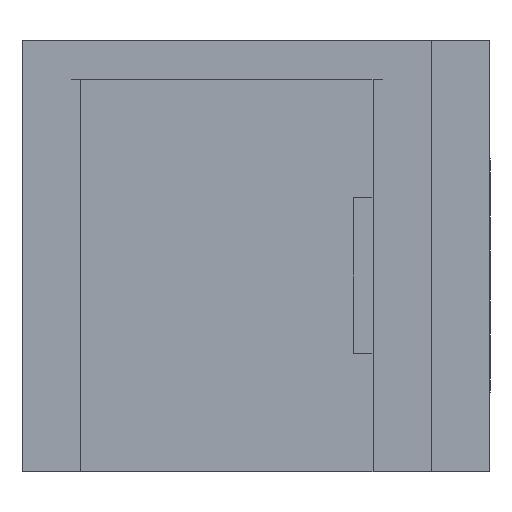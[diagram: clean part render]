
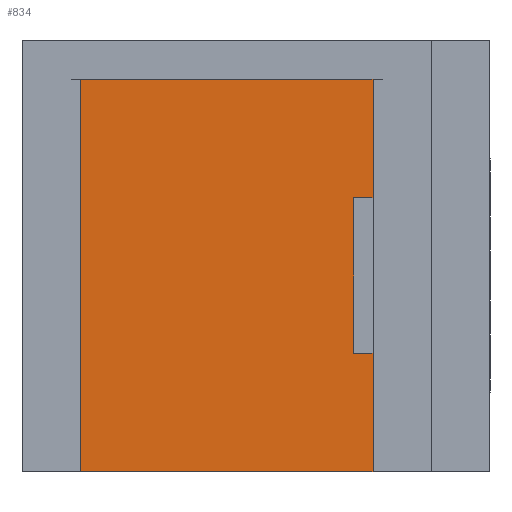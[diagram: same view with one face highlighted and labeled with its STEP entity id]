
A CAD part, left-side view. The second image highlights one B-rep face of the part: STEP entity #834.
In plain terms, the highlighted planar face has unit normal (-1, 0, 0).
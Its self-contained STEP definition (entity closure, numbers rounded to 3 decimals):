
#57=FACE_OUTER_BOUND('',#103,.T.);
#103=EDGE_LOOP('',(#604,#605,#606,#607,#608,#609,#610,#611));
#166=LINE('',#1234,#269);
#177=LINE('',#1259,#280);
#179=LINE('',#1263,#282);
#181=LINE('',#1267,#284);
#182=LINE('',#1268,#285);
#183=LINE('',#1270,#286);
#184=LINE('',#1272,#287);
#185=LINE('',#1273,#288);
#269=VECTOR('',#988,10.);
#280=VECTOR('',#1011,10.);
#282=VECTOR('',#1013,10.);
#284=VECTOR('',#1017,10.);
#285=VECTOR('',#1018,10.);
#286=VECTOR('',#1019,10.);
#287=VECTOR('',#1020,10.);
#288=VECTOR('',#1021,10.);
#370=VERTEX_POINT('',#1231);
#371=VERTEX_POINT('',#1233);
#379=VERTEX_POINT('',#1258);
#380=VERTEX_POINT('',#1260);
#381=VERTEX_POINT('',#1262);
#382=VERTEX_POINT('',#1266);
#383=VERTEX_POINT('',#1269);
#384=VERTEX_POINT('',#1271);
#454=EDGE_CURVE('',#371,#370,#166,.T.);
#467=EDGE_CURVE('',#379,#371,#177,.T.);
#469=EDGE_CURVE('',#381,#380,#179,.T.);
#471=EDGE_CURVE('',#370,#382,#181,.T.);
#472=EDGE_CURVE('',#382,#381,#182,.T.);
#473=EDGE_CURVE('',#380,#383,#183,.F.);
#474=EDGE_CURVE('',#383,#384,#184,.F.);
#475=EDGE_CURVE('',#384,#379,#185,.F.);
#604=ORIENTED_EDGE('',*,*,#454,.T.);
#605=ORIENTED_EDGE('',*,*,#471,.T.);
#606=ORIENTED_EDGE('',*,*,#472,.T.);
#607=ORIENTED_EDGE('',*,*,#469,.T.);
#608=ORIENTED_EDGE('',*,*,#473,.T.);
#609=ORIENTED_EDGE('',*,*,#474,.T.);
#610=ORIENTED_EDGE('',*,*,#475,.T.);
#611=ORIENTED_EDGE('',*,*,#467,.T.);
#798=PLANE('',#896);
#834=ADVANCED_FACE('',(#57),#798,.T.);
#896=AXIS2_PLACEMENT_3D('',#1265,#1015,#1016);
#988=DIRECTION('',(0.,1.,0.));
#1011=DIRECTION('',(0.,0.,1.));
#1013=DIRECTION('',(0.,0.,1.));
#1015=DIRECTION('center_axis',(-1.,0.,0.));
#1016=DIRECTION('ref_axis',(0.,0.,1.));
#1017=DIRECTION('',(0.,0.,-1.));
#1018=DIRECTION('',(0.,-1.,0.));
#1019=DIRECTION('',(0.,-1.,0.));
#1020=DIRECTION('',(0.,0.,-1.));
#1021=DIRECTION('',(0.,1.,0.));
#1231=CARTESIAN_POINT('',(-34.585,-17.18,10.075));
#1233=CARTESIAN_POINT('',(-34.585,-32.18,10.075));
#1234=CARTESIAN_POINT('',(-34.585,-29.43,10.075));
#1258=CARTESIAN_POINT('',(-34.585,-32.18,4.));
#1259=CARTESIAN_POINT('',(-34.585,-32.18,-10.075));
#1260=CARTESIAN_POINT('',(-34.585,-32.18,-4.));
#1262=CARTESIAN_POINT('',(-34.585,-32.18,-10.075));
#1263=CARTESIAN_POINT('',(-34.585,-32.18,-10.075));
#1265=CARTESIAN_POINT('Origin',(-34.585,-34.18,-10.075));
#1266=CARTESIAN_POINT('',(-34.585,-17.18,-10.075));
#1267=CARTESIAN_POINT('',(-34.585,-17.18,-10.075));
#1268=CARTESIAN_POINT('',(-34.585,-29.43,-10.075));
#1269=CARTESIAN_POINT('',(-34.585,-31.18,-4.));
#1270=CARTESIAN_POINT('',(-34.585,-34.18,-4.));
#1271=CARTESIAN_POINT('',(-34.585,-31.18,4.));
#1272=CARTESIAN_POINT('',(-34.585,-31.18,-6.538));
#1273=CARTESIAN_POINT('',(-34.585,-32.68,4.));
